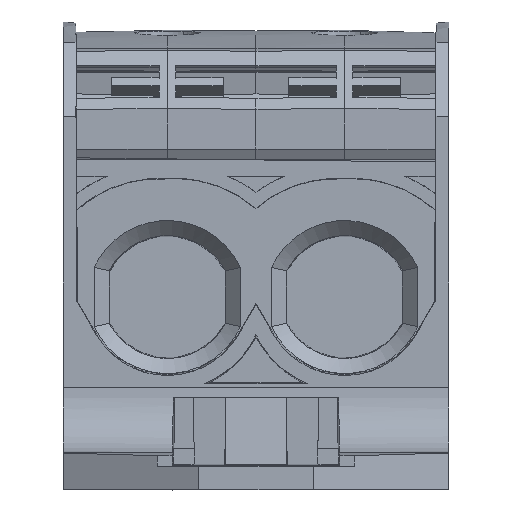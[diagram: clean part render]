
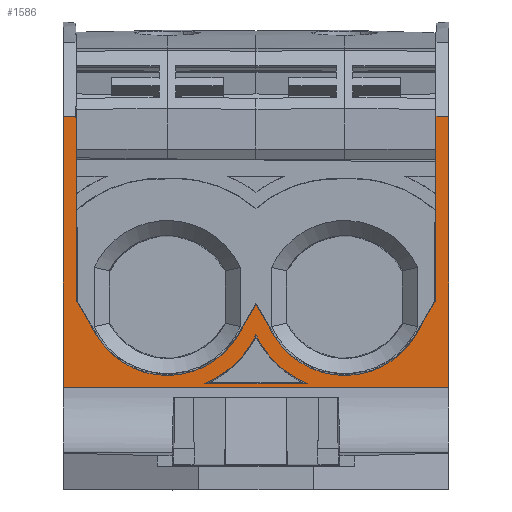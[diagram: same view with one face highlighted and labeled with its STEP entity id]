
A CAD part, front view. The second image highlights one B-rep face of the part: STEP entity #1586.
In plain terms, the highlighted planar face has unit normal (0, -1, 0).
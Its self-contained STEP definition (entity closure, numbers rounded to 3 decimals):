
#1422=AXIS2_PLACEMENT_3D('Plane Axis2P3D',#1419,#1420,#1421) ;
#1546=AXIS2_PLACEMENT_3D('Circle Axis2P3D',#1544,#1545,$) ;
#1555=AXIS2_PLACEMENT_3D('Circle Axis2P3D',#1553,#1554,$) ;
#1569=AXIS2_PLACEMENT_3D('Circle Axis2P3D',#1567,#1568,$) ;
#1576=AXIS2_PLACEMENT_3D('Circle Axis2P3D',#1574,#1575,$) ;
#961=CARTESIAN_POINT('Vertex',(47.,16.499,12.5)) ;
#964=CARTESIAN_POINT('Line Origine',(43.8,16.499,12.5)) ;
#968=CARTESIAN_POINT('Vertex',(0.,16.502,12.5)) ;
#1322=CARTESIAN_POINT('Vertex',(47.,16.499,45.5)) ;
#1325=CARTESIAN_POINT('Line Origine',(47.,16.499,29.)) ;
#1419=CARTESIAN_POINT('Axis2P3D Location',(43.8,16.499,12.5)) ;
#1424=CARTESIAN_POINT('Line Origine',(46.211,16.499,45.5)) ;
#1428=CARTESIAN_POINT('Vertex',(45.422,16.499,45.5)) ;
#1431=CARTESIAN_POINT('Line Origine',(45.363,16.499,34.228)) ;
#1435=CARTESIAN_POINT('Vertex',(45.304,16.499,22.956)) ;
#1438=CARTESIAN_POINT('Line Origine',(44.155,16.499,20.965)) ;
#1442=CARTESIAN_POINT('Vertex',(43.005,16.499,18.974)) ;
#1446=CARTESIAN_POINT('Control Point',(25.594,16.5,18.974)) ;
#1447=CARTESIAN_POINT('Control Point',(26.06,16.5,18.167)) ;
#1448=CARTESIAN_POINT('Control Point',(26.619,16.5,17.414)) ;
#1449=CARTESIAN_POINT('Control Point',(27.264,16.5,16.729)) ;
#1450=CARTESIAN_POINT('Control Point',(28.701,16.5,15.522)) ;
#1451=CARTESIAN_POINT('Control Point',(30.375,16.5,14.675)) ;
#1452=CARTESIAN_POINT('Control Point',(31.258,16.5,14.351)) ;
#1453=CARTESIAN_POINT('Control Point',(33.082,16.5,13.913)) ;
#1454=CARTESIAN_POINT('Control Point',(34.958,16.5,13.904)) ;
#1455=CARTESIAN_POINT('Control Point',(35.893,16.5,14.009)) ;
#1456=CARTESIAN_POINT('Control Point',(37.721,16.5,14.433)) ;
#1457=CARTESIAN_POINT('Control Point',(39.403,16.5,15.264)) ;
#1458=CARTESIAN_POINT('Control Point',(40.192,16.5,15.776)) ;
#1459=CARTESIAN_POINT('Control Point',(41.289,16.499,16.684)) ;
#1460=CARTESIAN_POINT('Control Point',(42.207,16.499,17.765)) ;
#1461=CARTESIAN_POINT('Control Point',(42.497,16.499,18.152)) ;
#1462=CARTESIAN_POINT('Control Point',(42.764,16.499,18.556)) ;
#1463=CARTESIAN_POINT('Control Point',(43.005,16.499,18.974)) ;
#1464=CARTESIAN_POINT('Vertex',(25.594,16.5,18.974)) ;
#1467=CARTESIAN_POINT('Line Origine',(24.547,16.5,20.788)) ;
#1471=CARTESIAN_POINT('Vertex',(23.5,16.5,22.601)) ;
#1474=CARTESIAN_POINT('Line Origine',(22.452,16.5,20.788)) ;
#1478=CARTESIAN_POINT('Vertex',(21.405,16.5,18.974)) ;
#1482=CARTESIAN_POINT('Control Point',(3.994,16.501,18.974)) ;
#1483=CARTESIAN_POINT('Control Point',(4.46,16.501,18.167)) ;
#1484=CARTESIAN_POINT('Control Point',(5.019,16.501,17.414)) ;
#1485=CARTESIAN_POINT('Control Point',(5.664,16.501,16.729)) ;
#1486=CARTESIAN_POINT('Control Point',(7.101,16.501,15.522)) ;
#1487=CARTESIAN_POINT('Control Point',(8.775,16.501,14.675)) ;
#1488=CARTESIAN_POINT('Control Point',(9.658,16.501,14.351)) ;
#1489=CARTESIAN_POINT('Control Point',(11.482,16.501,13.913)) ;
#1490=CARTESIAN_POINT('Control Point',(13.358,16.501,13.904)) ;
#1491=CARTESIAN_POINT('Control Point',(14.293,16.501,14.009)) ;
#1492=CARTESIAN_POINT('Control Point',(16.121,16.501,14.433)) ;
#1493=CARTESIAN_POINT('Control Point',(17.803,16.501,15.264)) ;
#1494=CARTESIAN_POINT('Control Point',(18.592,16.501,15.776)) ;
#1495=CARTESIAN_POINT('Control Point',(19.689,16.501,16.684)) ;
#1496=CARTESIAN_POINT('Control Point',(20.607,16.5,17.765)) ;
#1497=CARTESIAN_POINT('Control Point',(20.897,16.5,18.152)) ;
#1498=CARTESIAN_POINT('Control Point',(21.164,16.5,18.556)) ;
#1499=CARTESIAN_POINT('Control Point',(21.405,16.5,18.974)) ;
#1500=CARTESIAN_POINT('Vertex',(3.994,16.501,18.974)) ;
#1503=CARTESIAN_POINT('Line Origine',(2.845,16.501,20.965)) ;
#1507=CARTESIAN_POINT('Vertex',(1.695,16.501,22.956)) ;
#1510=CARTESIAN_POINT('Line Origine',(1.636,16.501,34.228)) ;
#1514=CARTESIAN_POINT('Vertex',(1.577,16.501,45.5)) ;
#1517=CARTESIAN_POINT('Line Origine',(0.788,16.501,45.5)) ;
#1521=CARTESIAN_POINT('Vertex',(0.,16.502,45.5)) ;
#1524=CARTESIAN_POINT('Line Origine',(0.,16.502,29.)) ;
#1544=CARTESIAN_POINT('Axis2P3D Location',(34.3,16.5,24.)) ;
#1548=CARTESIAN_POINT('Vertex',(26.022,16.5,15.385)) ;
#1550=CARTESIAN_POINT('Vertex',(23.5,16.5,18.891)) ;
#1553=CARTESIAN_POINT('Axis2P3D Location',(34.3,16.5,24.)) ;
#1557=CARTESIAN_POINT('Vertex',(29.762,16.5,12.948)) ;
#1560=CARTESIAN_POINT('Line Origine',(23.5,16.5,12.948)) ;
#1564=CARTESIAN_POINT('Vertex',(17.237,16.501,12.948)) ;
#1567=CARTESIAN_POINT('Axis2P3D Location',(12.7,16.501,24.)) ;
#1571=CARTESIAN_POINT('Vertex',(20.978,16.5,15.385)) ;
#1574=CARTESIAN_POINT('Axis2P3D Location',(12.7,16.501,24.)) ;
#965=DIRECTION('Vector Direction',(1.,0.,0.)) ;
#1326=DIRECTION('Vector Direction',(0.,0.,1.)) ;
#1420=DIRECTION('Axis2P3D Direction',(0.,1.,0.)) ;
#1421=DIRECTION('Axis2P3D XDirection',(0.,0.,1.)) ;
#1425=DIRECTION('Vector Direction',(-1.,0.,0.)) ;
#1432=DIRECTION('Vector Direction',(0.005,0.,1.)) ;
#1439=DIRECTION('Vector Direction',(0.5,0.,0.866)) ;
#1468=DIRECTION('Vector Direction',(-0.5,0.,0.866)) ;
#1475=DIRECTION('Vector Direction',(0.5,0.,0.866)) ;
#1504=DIRECTION('Vector Direction',(-0.5,0.,0.866)) ;
#1511=DIRECTION('Vector Direction',(-0.005,0.,1.)) ;
#1518=DIRECTION('Vector Direction',(-1.,0.,0.)) ;
#1525=DIRECTION('Vector Direction',(0.,0.,1.)) ;
#1545=DIRECTION('Axis2P3D Direction',(0.,1.,0.)) ;
#1554=DIRECTION('Axis2P3D Direction',(0.,1.,0.)) ;
#1561=DIRECTION('Vector Direction',(1.,0.,0.)) ;
#1568=DIRECTION('Axis2P3D Direction',(0.,1.,0.)) ;
#1575=DIRECTION('Axis2P3D Direction',(0.,1.,0.)) ;
#966=VECTOR('Line Direction',#965,1.) ;
#1327=VECTOR('Line Direction',#1326,1.) ;
#1426=VECTOR('Line Direction',#1425,1.) ;
#1433=VECTOR('Line Direction',#1432,1.) ;
#1440=VECTOR('Line Direction',#1439,1.) ;
#1469=VECTOR('Line Direction',#1468,1.) ;
#1476=VECTOR('Line Direction',#1475,1.) ;
#1505=VECTOR('Line Direction',#1504,1.) ;
#1512=VECTOR('Line Direction',#1511,1.) ;
#1519=VECTOR('Line Direction',#1518,1.) ;
#1526=VECTOR('Line Direction',#1525,1.) ;
#1562=VECTOR('Line Direction',#1561,1.) ;
#1530=ORIENTED_EDGE('',*,*,#970,.F.) ;
#1531=ORIENTED_EDGE('',*,*,#1329,.T.) ;
#1532=ORIENTED_EDGE('',*,*,#1430,.T.) ;
#1533=ORIENTED_EDGE('',*,*,#1437,.F.) ;
#1534=ORIENTED_EDGE('',*,*,#1444,.F.) ;
#1535=ORIENTED_EDGE('',*,*,#1466,.T.) ;
#1536=ORIENTED_EDGE('',*,*,#1473,.T.) ;
#1537=ORIENTED_EDGE('',*,*,#1480,.F.) ;
#1538=ORIENTED_EDGE('',*,*,#1502,.T.) ;
#1539=ORIENTED_EDGE('',*,*,#1509,.T.) ;
#1540=ORIENTED_EDGE('',*,*,#1516,.T.) ;
#1541=ORIENTED_EDGE('',*,*,#1523,.T.) ;
#1542=ORIENTED_EDGE('',*,*,#1528,.F.) ;
#1580=ORIENTED_EDGE('',*,*,#1552,.F.) ;
#1581=ORIENTED_EDGE('',*,*,#1559,.F.) ;
#1582=ORIENTED_EDGE('',*,*,#1566,.F.) ;
#1583=ORIENTED_EDGE('',*,*,#1573,.F.) ;
#1584=ORIENTED_EDGE('',*,*,#1578,.F.) ;
#1585=FACE_BOUND('',#1579,.T.) ;
#1586=ADVANCED_FACE('Koerper.2',(#1543,#1585),#1423,.F.) ;
#1445=B_SPLINE_CURVE_WITH_KNOTS('',5,(#1446,#1447,#1448,#1449,#1450,#1451,#1452,#1453,#1454,#1455,#1456,#1457,#1458,#1459,#1460,#1461,#1462,#1463),.UNSPECIFIED.,.F.,.U.,(6,3,3,3,3,6),(0.,6.603,13.206,19.81,26.413,29.835),.UNSPECIFIED.) ;
#1481=B_SPLINE_CURVE_WITH_KNOTS('',5,(#1482,#1483,#1484,#1485,#1486,#1487,#1488,#1489,#1490,#1491,#1492,#1493,#1494,#1495,#1496,#1497,#1498,#1499),.UNSPECIFIED.,.F.,.U.,(6,3,3,3,3,6),(0.,6.603,13.206,19.81,26.413,29.835),.UNSPECIFIED.) ;
#1547=CIRCLE('generated circle',#1546,11.948) ;
#1556=CIRCLE('generated circle',#1555,11.948) ;
#1570=CIRCLE('generated circle',#1569,11.948) ;
#1577=CIRCLE('generated circle',#1576,11.948) ;
#970=EDGE_CURVE('',#962,#969,#967,.F.) ;
#1329=EDGE_CURVE('',#962,#1323,#1328,.T.) ;
#1430=EDGE_CURVE('',#1323,#1429,#1427,.T.) ;
#1437=EDGE_CURVE('',#1436,#1429,#1434,.T.) ;
#1444=EDGE_CURVE('',#1443,#1436,#1441,.T.) ;
#1466=EDGE_CURVE('',#1443,#1465,#1445,.F.) ;
#1473=EDGE_CURVE('',#1465,#1472,#1470,.T.) ;
#1480=EDGE_CURVE('',#1479,#1472,#1477,.T.) ;
#1502=EDGE_CURVE('',#1479,#1501,#1481,.F.) ;
#1509=EDGE_CURVE('',#1501,#1508,#1506,.T.) ;
#1516=EDGE_CURVE('',#1508,#1515,#1513,.T.) ;
#1523=EDGE_CURVE('',#1515,#1522,#1520,.T.) ;
#1528=EDGE_CURVE('',#969,#1522,#1527,.T.) ;
#1552=EDGE_CURVE('',#1549,#1551,#1547,.T.) ;
#1559=EDGE_CURVE('',#1558,#1549,#1556,.T.) ;
#1566=EDGE_CURVE('',#1565,#1558,#1563,.T.) ;
#1573=EDGE_CURVE('',#1572,#1565,#1570,.T.) ;
#1578=EDGE_CURVE('',#1551,#1572,#1577,.T.) ;
#1529=EDGE_LOOP('',(#1530,#1531,#1532,#1533,#1534,#1535,#1536,#1537,#1538,#1539,#1540,#1541,#1542)) ;
#1579=EDGE_LOOP('',(#1580,#1581,#1582,#1583,#1584)) ;
#1543=FACE_OUTER_BOUND('',#1529,.T.) ;
#967=LINE('Line',#964,#966) ;
#1328=LINE('Line',#1325,#1327) ;
#1427=LINE('Line',#1424,#1426) ;
#1434=LINE('Line',#1431,#1433) ;
#1441=LINE('Line',#1438,#1440) ;
#1470=LINE('Line',#1467,#1469) ;
#1477=LINE('Line',#1474,#1476) ;
#1506=LINE('Line',#1503,#1505) ;
#1513=LINE('Line',#1510,#1512) ;
#1520=LINE('Line',#1517,#1519) ;
#1527=LINE('Line',#1524,#1526) ;
#1563=LINE('Line',#1560,#1562) ;
#1423=PLANE('',#1422) ;
#962=VERTEX_POINT('',#961) ;
#969=VERTEX_POINT('',#968) ;
#1323=VERTEX_POINT('',#1322) ;
#1429=VERTEX_POINT('',#1428) ;
#1436=VERTEX_POINT('',#1435) ;
#1443=VERTEX_POINT('',#1442) ;
#1465=VERTEX_POINT('',#1464) ;
#1472=VERTEX_POINT('',#1471) ;
#1479=VERTEX_POINT('',#1478) ;
#1501=VERTEX_POINT('',#1500) ;
#1508=VERTEX_POINT('',#1507) ;
#1515=VERTEX_POINT('',#1514) ;
#1522=VERTEX_POINT('',#1521) ;
#1549=VERTEX_POINT('',#1548) ;
#1551=VERTEX_POINT('',#1550) ;
#1558=VERTEX_POINT('',#1557) ;
#1565=VERTEX_POINT('',#1564) ;
#1572=VERTEX_POINT('',#1571) ;
